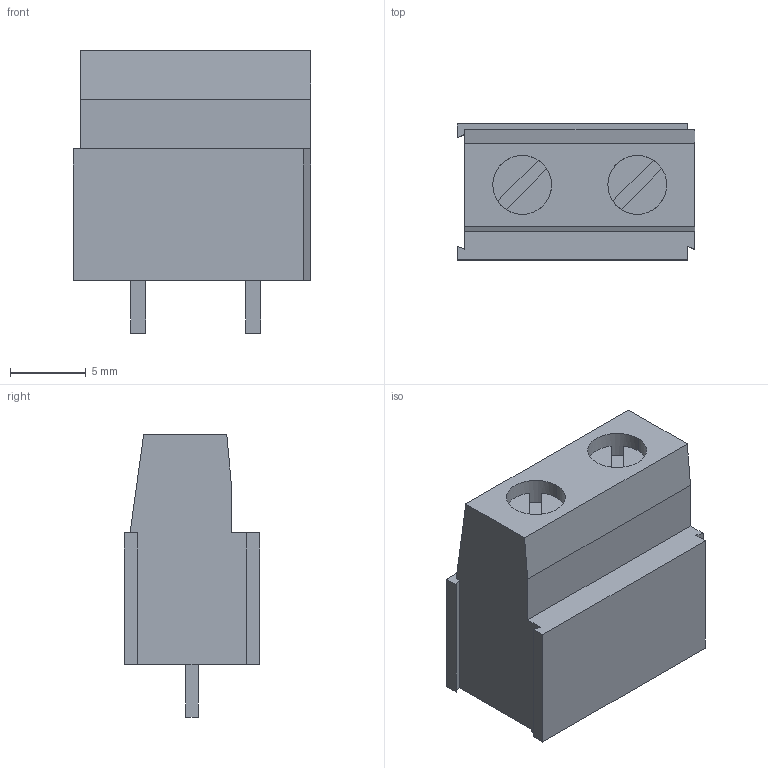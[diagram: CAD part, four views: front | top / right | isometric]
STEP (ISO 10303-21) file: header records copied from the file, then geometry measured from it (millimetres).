
FILE_DESCRIPTION((''),'2;1');
FILE_NAME('C-282845-2','2008-10-17T',('workeradm'),('Tyco Electronics Corporation'),'PRO/ENGINEER BY PARAMETRIC TECHNOLOGY CORPORATION, 2005450','PRO/ENGINEER BY PARAMETRIC TECHNOLOGY CORPORATION, 2005450','');
FILE_SCHEMA(('CONFIG_CONTROL_DESIGN', 'GEOMETRIC_VALIDATION_PROPERTIES_MIM'));
Length unit declared in the file: millimetre
Products named in the file (1): C-282845-2
Bounding box: 15.74 x 9 x 18.7 mm (x, y, z)
Volume: 1749.8 mm3; surface area: 1075.7 mm2
Topology: 1 solids, 1 shells, 53 faces, 134 edges, 89 vertices
Faces by surface type: plane 49, cylinder 4
Entity records: 1705 total; most frequent: CARTESIAN_POINT 277, ORIENTED_EDGE 268, DIRECTION 256, EDGE_CURVE 134, VECTOR 118, LINE 118, VERTEX_POINT 89, AXIS2_PLACEMENT_3D 69
